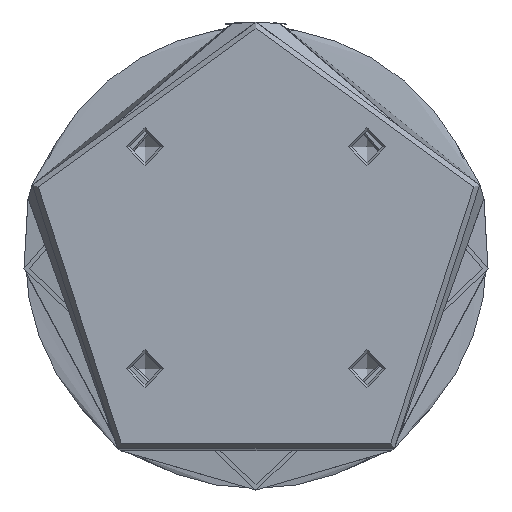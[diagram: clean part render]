
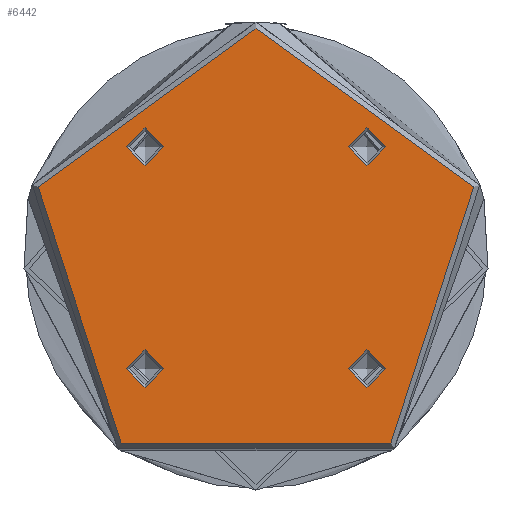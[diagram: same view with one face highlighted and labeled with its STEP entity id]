
A CAD part, front view. The second image highlights one B-rep face of the part: STEP entity #6442.
In plain terms, the highlighted face is planar.
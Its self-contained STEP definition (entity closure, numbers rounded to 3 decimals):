
#30 = AXIS2_PLACEMENT_3D ( 'NONE', #3101, #6778, #3625 ) ;
#309 = ORIENTED_EDGE ( 'NONE', *, *, #5389, .F. ) ;
#330 = ORIENTED_EDGE ( 'NONE', *, *, #3146, .T. ) ;
#369 = DIRECTION ( 'NONE',  ( 1., 0., 0. ) ) ;
#601 = DIRECTION ( 'NONE',  ( 0., 0., -1. ) ) ;
#692 = EDGE_LOOP ( 'NONE', ( #330 ) ) ;
#702 = CARTESIAN_POINT ( 'NONE',  ( 0., 0., 0. ) ) ;
#777 = DIRECTION ( 'NONE',  ( 0., 0., 1. ) ) ;
#989 = EDGE_CURVE ( 'NONE', #1965, #1965, #3949, .T. ) ;
#1160 = ORIENTED_EDGE ( 'NONE', *, *, #4209, .T. ) ;
#1243 = EDGE_CURVE ( 'NONE', #5976, #5976, #6297, .T. ) ;
#1476 = FACE_BOUND ( 'NONE', #2145, .T. ) ;
#1621 = CARTESIAN_POINT ( 'NONE',  ( 35.355, 35.355, 0. ) ) ;
#1777 = DIRECTION ( 'NONE',  ( 0., 0., -1. ) ) ;
#1882 = AXIS2_PLACEMENT_3D ( 'NONE', #702, #1777, #5446 ) ;
#1965 = VERTEX_POINT ( 'NONE', #3694 ) ;
#2145 = EDGE_LOOP ( 'NONE', ( #1160 ) ) ;
#2157 = DIRECTION ( 'NONE',  ( 1., 0., 0. ) ) ;
#2164 = CIRCLE ( 'NONE', #30, 6. ) ;
#2698 = VERTEX_POINT ( 'NONE', #3164 ) ;
#2721 = FACE_OUTER_BOUND ( 'NONE', #692, .T. ) ;
#3101 = CARTESIAN_POINT ( 'NONE',  ( 35.355, -35.355, 0. ) ) ;
#3146 = EDGE_CURVE ( 'NONE', #4275, #4275, #6270, .T. ) ;
#3164 = CARTESIAN_POINT ( 'NONE',  ( 41.355, -35.355, 0. ) ) ;
#3515 = DIRECTION ( 'NONE',  ( 0., 0., 1. ) ) ;
#3560 = CARTESIAN_POINT ( 'NONE',  ( -41.355, -35.355, 0. ) ) ;
#3625 = DIRECTION ( 'NONE',  ( 1., 0., 0. ) ) ;
#3694 = CARTESIAN_POINT ( 'NONE',  ( 41.355, 35.355, 0. ) ) ;
#3720 = CARTESIAN_POINT ( 'NONE',  ( 73., 0., 0. ) ) ;
#3742 = CARTESIAN_POINT ( 'NONE',  ( -35.355, 35.355, 0. ) ) ;
#3795 = ORIENTED_EDGE ( 'NONE', *, *, #1243, .T. ) ;
#3914 = CARTESIAN_POINT ( 'NONE',  ( -35.355, -35.355, 0. ) ) ;
#3949 = CIRCLE ( 'NONE', #4976, 6. ) ;
#4114 = FACE_BOUND ( 'NONE', #4574, .T. ) ;
#4209 = EDGE_CURVE ( 'NONE', #2698, #2698, #2164, .T. ) ;
#4235 = CARTESIAN_POINT ( 'NONE',  ( -41.355, 35.355, 0. ) ) ;
#4275 = VERTEX_POINT ( 'NONE', #3720 ) ;
#4287 = DIRECTION ( 'NONE',  ( -1., 0., 0. ) ) ;
#4299 = FACE_BOUND ( 'NONE', #5430, .T. ) ;
#4449 = DIRECTION ( 'NONE',  ( -1., 0., 0. ) ) ;
#4574 = EDGE_LOOP ( 'NONE', ( #4934 ) ) ;
#4734 = AXIS2_PLACEMENT_3D ( 'NONE', #3742, #601, #4287 ) ;
#4848 = AXIS2_PLACEMENT_3D ( 'NONE', #6672, #3515, #369 ) ;
#4864 = EDGE_LOOP ( 'NONE', ( #3795 ) ) ;
#4898 = CIRCLE ( 'NONE', #6532, 6. ) ;
#4934 = ORIENTED_EDGE ( 'NONE', *, *, #989, .F. ) ;
#4976 = AXIS2_PLACEMENT_3D ( 'NONE', #1621, #5299, #2157 ) ;
#5165 = VERTEX_POINT ( 'NONE', #3560 ) ;
#5299 = DIRECTION ( 'NONE',  ( 0., 0., 1. ) ) ;
#5389 = EDGE_CURVE ( 'NONE', #5165, #5165, #4898, .T. ) ;
#5422 = PLANE ( 'NONE',  #1882 ) ;
#5430 = EDGE_LOOP ( 'NONE', ( #309 ) ) ;
#5446 = DIRECTION ( 'NONE',  ( -1., 0., 0. ) ) ;
#5505 = FACE_BOUND ( 'NONE', #4864, .T. ) ;
#5976 = VERTEX_POINT ( 'NONE', #4235 ) ;
#6270 = CIRCLE ( 'NONE', #4848, 73. ) ;
#6297 = CIRCLE ( 'NONE', #4734, 6. ) ;
#6442 = ADVANCED_FACE ( 'NONE', ( #4299, #5505, #1476, #4114, #2721 ), #5422, .F. ) ;
#6532 = AXIS2_PLACEMENT_3D ( 'NONE', #3914, #777, #4449 ) ;
#6672 = CARTESIAN_POINT ( 'NONE',  ( 0., 0., 0. ) ) ;
#6778 = DIRECTION ( 'NONE',  ( 0., 0., -1. ) ) ;
